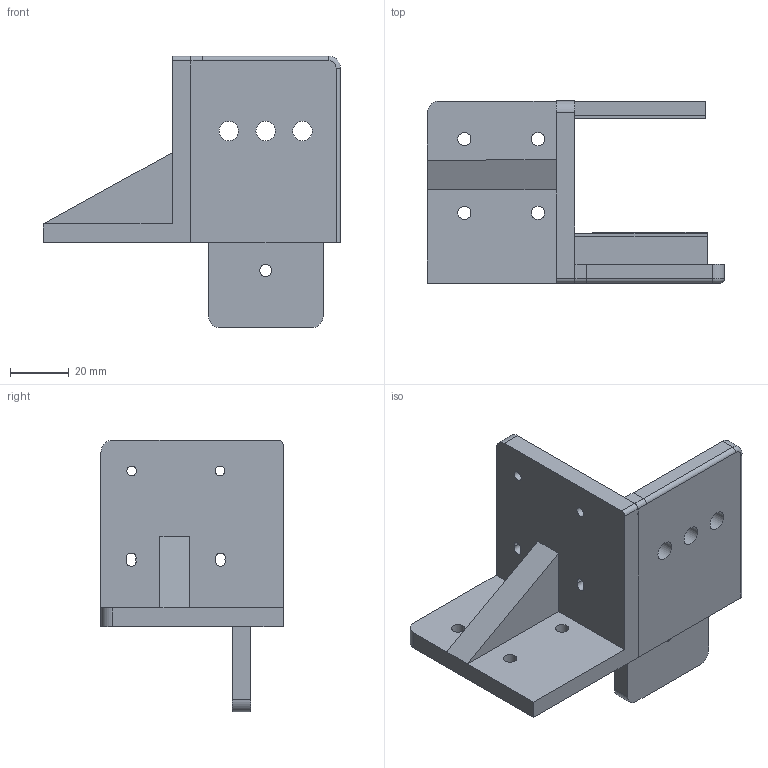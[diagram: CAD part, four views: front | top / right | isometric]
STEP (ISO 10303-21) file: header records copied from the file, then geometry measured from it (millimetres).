
FILE_DESCRIPTION(/* description */ (''),/* implementation_level */ '2;1');
FILE_NAME(/* name */ 'AFM Flexi Holder.step',/* time_stamp */ '2024-06-17T20:55:05-04:00',/* author */ (''),/* organization */ (''),/* preprocessor_version */ 'ST-DEVELOPER v20',/* originating_system */ 'Autodesk Translation Framework v12.20.1.177',/* authorisation */ '');
FILE_SCHEMA (('AUTOMOTIVE_DESIGN { 1 0 10303 214 3 1 1 }'));
Length unit declared in the file: millimetre
Products named in the file (1): AFM Flexi Holder
Bounding box: 100.75 x 61.75 x 92.09 mm (x, y, z)
Volume: 75645.6 mm3; surface area: 29588.7 mm2
Topology: 1 solids, 1 shells, 73 faces, 198 edges, 128 vertices
Faces by surface type: plane 43, cylinder 29, torus 1
Full cylindrical faces by diameter (mm): 3.264 x2, 4.062 x1, 4.5 x4, 6.6 x3
Entity records: 2384 total; most frequent: DIRECTION 406, CARTESIAN_POINT 400, ORIENTED_EDGE 396, EDGE_CURVE 198, LINE 138, VECTOR 138, AXIS2_PLACEMENT_3D 134, VERTEX_POINT 128
